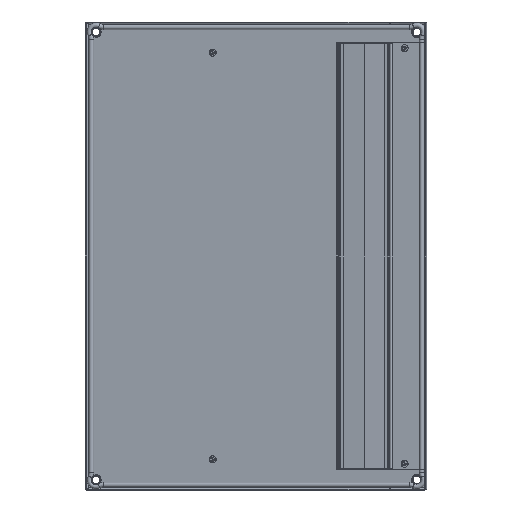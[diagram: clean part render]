
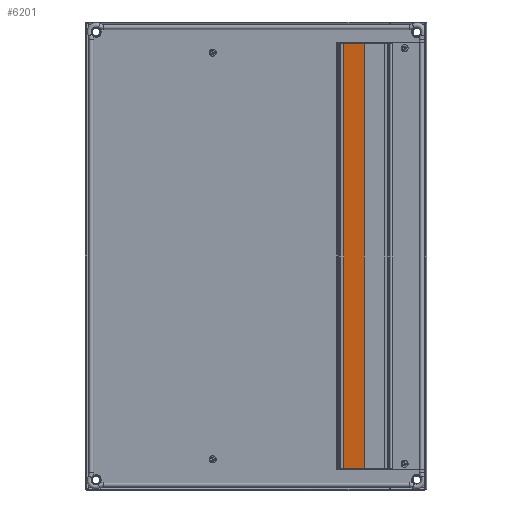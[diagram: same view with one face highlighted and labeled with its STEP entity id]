
A CAD part, front view. The second image highlights one B-rep face of the part: STEP entity #6201.
In plain terms, the highlighted face is planar.
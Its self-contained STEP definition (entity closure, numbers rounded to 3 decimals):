
#386 = CARTESIAN_POINT ( 'NONE',  ( 3.5, 0.9, -695. ) ) ;
#600 = CARTESIAN_POINT ( 'NONE',  ( 3.5, 0.9, 0. ) ) ;
#748 = DIRECTION ( 'NONE',  ( -0.999, -0.032, 0. ) ) ;
#752 = DIRECTION ( 'NONE',  ( -0.999, -0.032, 0. ) ) ;
#981 = VECTOR ( 'NONE', #5862, 1000. ) ;
#1239 = AXIS2_PLACEMENT_3D ( 'NONE', #3340, #4707, #748 ) ;
#1339 = PLANE ( 'NONE',  #1239 ) ;
#1416 = LINE ( 'NONE', #3734, #4304 ) ;
#1761 = VERTEX_POINT ( 'NONE', #4689 ) ;
#1919 = CARTESIAN_POINT ( 'NONE',  ( 37.5, 2., 0. ) ) ;
#2013 = VERTEX_POINT ( 'NONE', #386 ) ;
#2212 = EDGE_LOOP ( 'NONE', ( #7741, #7419, #6670, #2224 ) ) ;
#2224 = ORIENTED_EDGE ( 'NONE', *, *, #2713, .T. ) ;
#2713 = EDGE_CURVE ( 'NONE', #2013, #5164, #8195, .T. ) ;
#3340 = CARTESIAN_POINT ( 'NONE',  ( 37.5, 2., -695. ) ) ;
#3372 = VECTOR ( 'NONE', #8482, 1000. ) ;
#3417 = VERTEX_POINT ( 'NONE', #8534 ) ;
#3472 = EDGE_CURVE ( 'NONE', #1761, #5164, #7990, .T. ) ;
#3668 = EDGE_CURVE ( 'NONE', #3417, #2013, #5022, .T. ) ;
#3734 = CARTESIAN_POINT ( 'NONE',  ( 37.5, 2., -695. ) ) ;
#4087 = EDGE_CURVE ( 'NONE', #3417, #1761, #1416, .T. ) ;
#4304 = VECTOR ( 'NONE', #4396, 1000. ) ;
#4396 = DIRECTION ( 'NONE',  ( 0., 0., 1. ) ) ;
#4511 = VECTOR ( 'NONE', #752, 1000. ) ;
#4689 = CARTESIAN_POINT ( 'NONE',  ( 37.5, 2., 0. ) ) ;
#4707 = DIRECTION ( 'NONE',  ( -0.032, 0.999, 0. ) ) ;
#4714 = CARTESIAN_POINT ( 'NONE',  ( 37.5, 2., -695. ) ) ;
#5022 = LINE ( 'NONE', #4714, #4511 ) ;
#5164 = VERTEX_POINT ( 'NONE', #600 ) ;
#5814 = CARTESIAN_POINT ( 'NONE',  ( 3.5, 0.9, -695. ) ) ;
#5862 = DIRECTION ( 'NONE',  ( -0.999, -0.032, 0. ) ) ;
#6201 = ADVANCED_FACE ( 'NONE', ( #6314 ), #1339, .T. ) ;
#6314 = FACE_OUTER_BOUND ( 'NONE', #2212, .T. ) ;
#6670 = ORIENTED_EDGE ( 'NONE', *, *, #3668, .T. ) ;
#7419 = ORIENTED_EDGE ( 'NONE', *, *, #4087, .F. ) ;
#7741 = ORIENTED_EDGE ( 'NONE', *, *, #3472, .F. ) ;
#7990 = LINE ( 'NONE', #1919, #981 ) ;
#8195 = LINE ( 'NONE', #5814, #3372 ) ;
#8482 = DIRECTION ( 'NONE',  ( 0., 0., 1. ) ) ;
#8534 = CARTESIAN_POINT ( 'NONE',  ( 37.5, 2., -695. ) ) ;
